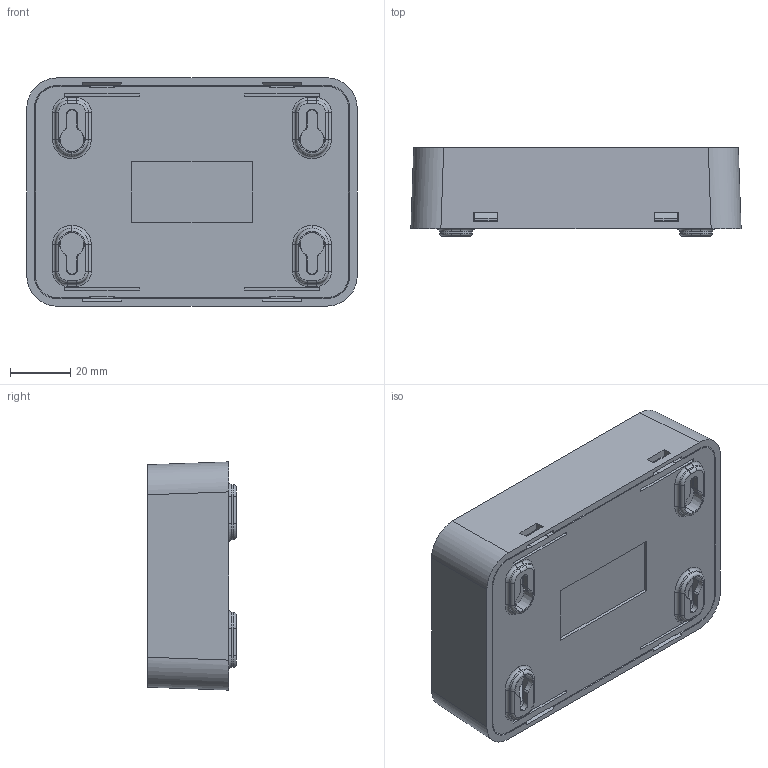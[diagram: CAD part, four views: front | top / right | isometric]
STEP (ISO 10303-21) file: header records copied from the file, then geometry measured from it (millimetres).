
FILE_DESCRIPTION (( 'STEP AP203' ), '1' );
FILE_NAME ('DM-048.STEP', '2015-12-18T09:02:45', ( 'admin' ), ( 'Hewlett-Packard Company' ), 'SwSTEP 2.0', 'SolidWorks 2014', '' );
FILE_SCHEMA (( 'CONFIG_CONTROL_DESIGN' ));
Length unit declared in the file: millimetre
Products named in the file (3): DM-048-P-2; DM-048-P-1; DM-048
Assembly tree (2 placements, depth 2):
  DM-048
    DM-048-P-2
    DM-048-P-1
Bounding box: 110 x 29.5 x 76 mm (x, y, z)
Volume: 61393.3 mm3; surface area: 54562.3 mm2
Topology: 2 solids, 2 shells, 375 faces, 1027 edges, 665 vertices
Faces by surface type: plane 229, cone 66, cylinder 36, torus 28, bspline 16
Entity records: 13599 total; most frequent: CARTESIAN_POINT 3740, ORIENTED_EDGE 2054, DIRECTION 1924, EDGE_CURVE 1027, LINE 722, VECTOR 722, VERTEX_POINT 665, AXIS2_PLACEMENT_3D 601
